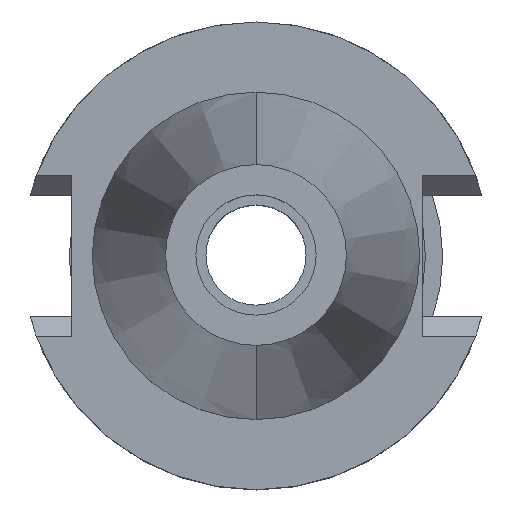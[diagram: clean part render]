
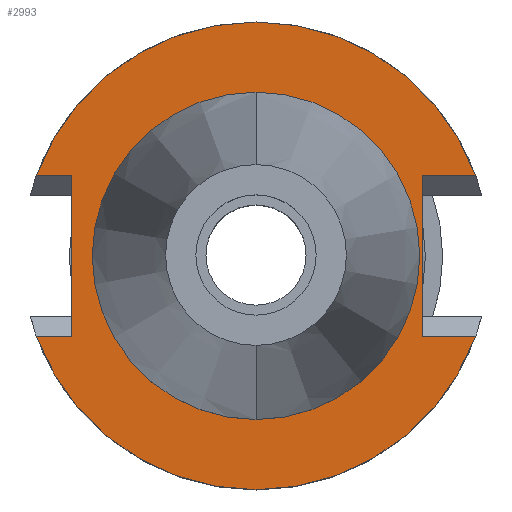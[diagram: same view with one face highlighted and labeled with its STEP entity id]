
A CAD part, top view. The second image highlights one B-rep face of the part: STEP entity #2993.
In plain terms, the highlighted planar face has unit normal (0, 0, 1).
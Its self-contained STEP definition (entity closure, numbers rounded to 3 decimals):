
#94=DIRECTION('',(0.,-1.,0.));
#95=VECTOR('',#94,21.78);
#96=CARTESIAN_POINT('',(22.57,10.89,-1.));
#97=LINE('',#96,#95);
#101=DIRECTION('',(1.,0.,0.));
#102=VECTOR('',#101,7.254);
#103=CARTESIAN_POINT('',(22.57,-10.89,-1.));
#104=LINE('',#103,#102);
#108=CARTESIAN_POINT('',(0.,0.,-1.));
#109=DIRECTION('',(0.,0.,-1.));
#110=DIRECTION('',(0.939,-0.343,0.));
#111=AXIS2_PLACEMENT_3D('',#108,#109,#110);
#116=CARTESIAN_POINT('',(0.,0.,-1.));
#117=DIRECTION('',(0.,0.,-1.));
#118=DIRECTION('',(0.,-1.,0.));
#119=AXIS2_PLACEMENT_3D('',#116,#117,#118);
#124=DIRECTION('',(-1.,0.,0.));
#125=VECTOR('',#124,4.844);
#126=CARTESIAN_POINT('',(-24.98,10.89,-1.));
#127=LINE('',#126,#125);
#131=CARTESIAN_POINT('',(0.,0.,-1.));
#132=DIRECTION('',(0.,0.,-1.));
#133=DIRECTION('',(-0.939,0.343,0.));
#134=AXIS2_PLACEMENT_3D('',#131,#132,#133);
#139=CARTESIAN_POINT('',(0.,0.,-1.));
#140=DIRECTION('',(0.,0.,-1.));
#141=DIRECTION('',(0.,1.,0.));
#142=AXIS2_PLACEMENT_3D('',#139,#140,#141);
#147=CARTESIAN_POINT('',(0.,0.,-1.));
#148=DIRECTION('',(0.,0.,1.));
#149=DIRECTION('',(0.,-1.,0.));
#150=AXIS2_PLACEMENT_3D('',#147,#148,#149);
#155=CARTESIAN_POINT('',(0.,0.,-1.));
#156=DIRECTION('',(0.,0.,1.));
#157=DIRECTION('',(0.,1.,0.));
#158=AXIS2_PLACEMENT_3D('',#155,#156,#157);
#291=DIRECTION('',(1.,0.,0.));
#292=VECTOR('',#291,7.254);
#293=CARTESIAN_POINT('',(22.57,10.89,-1.));
#294=LINE('',#293,#292);
#308=CARTESIAN_POINT('',(29.824,10.89,-1.));
#335=DIRECTION('',(0.,-1.,0.));
#336=VECTOR('',#335,21.78);
#337=CARTESIAN_POINT('',(-24.98,10.89,-1.));
#338=LINE('',#337,#336);
#561=DIRECTION('',(-1.,0.,0.));
#562=VECTOR('',#561,4.844);
#563=CARTESIAN_POINT('',(-24.98,-10.89,-1.));
#564=LINE('',#563,#562);
#575=CARTESIAN_POINT('',(29.824,-10.89,-1.));
#600=CARTESIAN_POINT('',(-29.824,-10.89,-1.));
#2740=CARTESIAN_POINT('',(22.57,-10.89,-1.));
#2741=VERTEX_POINT('',#2740);
#2742=CARTESIAN_POINT('',(22.57,10.89,-1.));
#2743=VERTEX_POINT('',#2742);
#2783=CARTESIAN_POINT('',(-24.98,10.89,-1.));
#2784=VERTEX_POINT('',#2783);
#2785=CARTESIAN_POINT('',(-24.98,-10.89,-1.));
#2786=VERTEX_POINT('',#2785);
#2829=VERTEX_POINT('',#575);
#2830=VERTEX_POINT('',#600);
#2831=CARTESIAN_POINT('',(0.,-31.75,-1.));
#2832=VERTEX_POINT('',#2831);
#2835=VERTEX_POINT('',#308);
#2836=CARTESIAN_POINT('',(0.,31.75,-1.));
#2837=VERTEX_POINT('',#2836);
#2838=CARTESIAN_POINT('',(-29.824,10.89,-1.));
#2839=VERTEX_POINT('',#2838);
#2840=CARTESIAN_POINT('',(0.,-22.225,-1.));
#2841=CARTESIAN_POINT('',(0.,22.225,-1.));
#2842=VERTEX_POINT('',#2840);
#2843=VERTEX_POINT('',#2841);
#2962=CARTESIAN_POINT('',(0.,0.,-1.));
#2963=DIRECTION('',(0.,0.,-1.));
#2964=DIRECTION('',(0.,-1.,0.));
#2965=AXIS2_PLACEMENT_3D('',#2962,#2963,#2964);
#2966=PLANE('',#2965);
#2968=ORIENTED_EDGE('',*,*,#2967,.T.);
#2970=ORIENTED_EDGE('',*,*,#2969,.T.);
#2972=ORIENTED_EDGE('',*,*,#2971,.T.);
#2974=ORIENTED_EDGE('',*,*,#2973,.T.);
#2976=ORIENTED_EDGE('',*,*,#2975,.F.);
#2978=ORIENTED_EDGE('',*,*,#2977,.F.);
#2980=ORIENTED_EDGE('',*,*,#2979,.T.);
#2982=ORIENTED_EDGE('',*,*,#2981,.T.);
#2984=ORIENTED_EDGE('',*,*,#2983,.T.);
#2986=ORIENTED_EDGE('',*,*,#2985,.F.);
#2987=EDGE_LOOP('',(#2968,#2970,#2972,#2974,#2976,#2978,#2980,#2982,#2984,
#2986));
#2988=FACE_OUTER_BOUND('',#2987,.F.);
#2989=ORIENTED_EDGE('',*,*,#2941,.T.);
#2990=ORIENTED_EDGE('',*,*,#2957,.T.);
#2991=EDGE_LOOP('',(#2989,#2990));
#2992=FACE_BOUND('',#2991,.F.);
#112=CIRCLE('',#111,31.75);
#120=CIRCLE('',#119,31.75);
#135=CIRCLE('',#134,31.75);
#143=CIRCLE('',#142,31.75);
#151=CIRCLE('',#150,22.225);
#159=CIRCLE('',#158,22.225);
#2941=EDGE_CURVE('',#2842,#2843,#151,.T.);
#2957=EDGE_CURVE('',#2843,#2842,#159,.T.);
#2967=EDGE_CURVE('',#2743,#2741,#97,.T.);
#2969=EDGE_CURVE('',#2741,#2829,#104,.T.);
#2971=EDGE_CURVE('',#2829,#2832,#112,.T.);
#2973=EDGE_CURVE('',#2832,#2830,#120,.T.);
#2975=EDGE_CURVE('',#2786,#2830,#564,.T.);
#2977=EDGE_CURVE('',#2784,#2786,#338,.T.);
#2979=EDGE_CURVE('',#2784,#2839,#127,.T.);
#2981=EDGE_CURVE('',#2839,#2837,#135,.T.);
#2983=EDGE_CURVE('',#2837,#2835,#143,.T.);
#2985=EDGE_CURVE('',#2743,#2835,#294,.T.);
#2993=ADVANCED_FACE('',(#2988,#2992),#2966,.F.);
